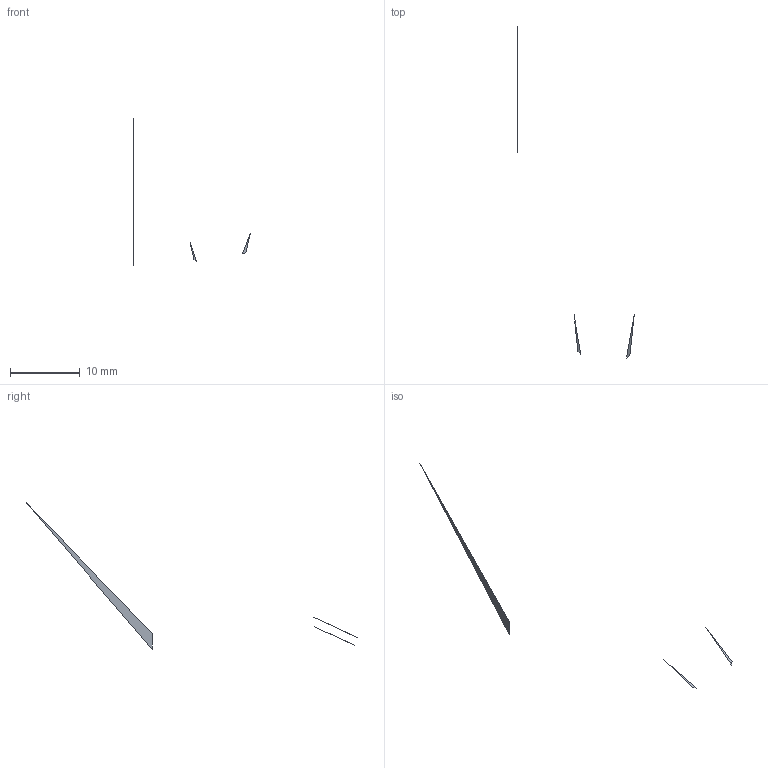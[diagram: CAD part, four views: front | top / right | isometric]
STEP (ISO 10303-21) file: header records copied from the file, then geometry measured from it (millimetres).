
FILE_DESCRIPTION(('STEP AP214'),'1');
FILE_NAME('2kyq1nr2s1t3.stp','2023-01-08T14:34:43',(' '),(' '),'Spatial InterOp 3D',' ',' ');
FILE_SCHEMA(('automotive_design'));
Length unit declared in the file: metre
Products named in the file (1): Root
Bounding box: 16.73 x 47.62 x 21.02 mm (x, y, z)
Surface area: 0 mm2 (no closed solid volume)
Topology: 0 solids, 2263 shells, 2263 faces, 2765 edges, 2765 vertices
Faces by surface type: plane 2263
Entity records: 81492 total; most frequent: DIRECTION 11317, CARTESIAN_POINT 6790, VERTEX_POINT 6789, ORIENTED_EDGE 6789, EDGE_CURVE 6789, LINE 6789, VECTOR 6789, AXIS2_PLACEMENT_3D 2264
